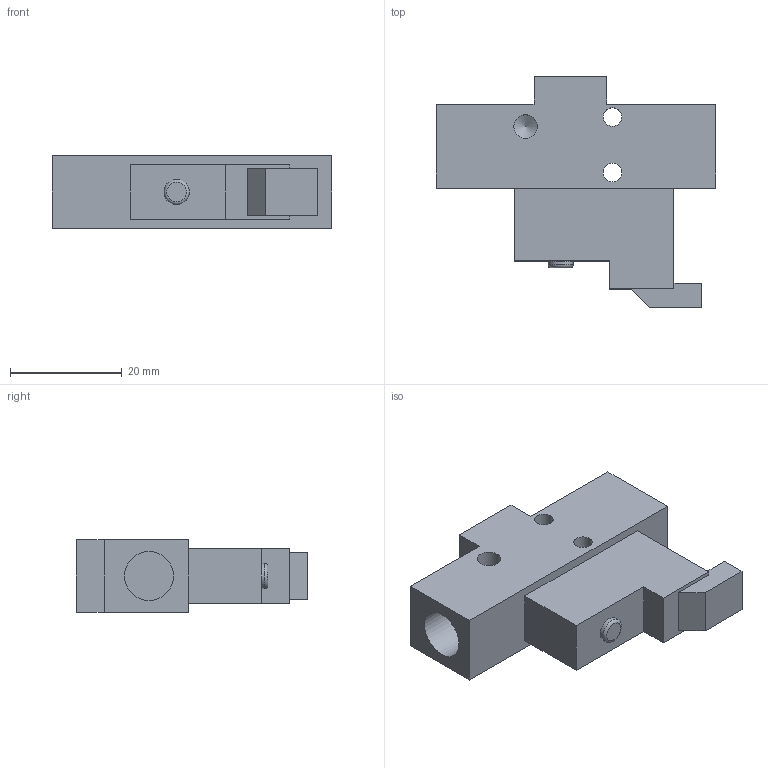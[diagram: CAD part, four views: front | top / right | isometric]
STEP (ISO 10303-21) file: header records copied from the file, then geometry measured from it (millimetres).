
FILE_DESCRIPTION(/* description */ (''),/* implementation_level */ '2;1');
FILE_NAME(/* name */ '112 025 09.stp',/* time_stamp */ '2016-10-27T11:39:53+02:00',/* author */ ('Lars'),/* organization */ ('AVAC Vakuumteknik AB'),/* preprocessor_version */ 'ST-DEVELOPER v16.5',/* originating_system */ 'Autodesk Inventor 2017',/* authorisation */ '');
FILE_SCHEMA (('AUTOMOTIVE_DESIGN { 1 0 10303 214 3 1 1 }'));
Length unit declared in the file: millimetre
Products named in the file (1): 112 025 09
Bounding box: 50 x 41.35 x 13 mm (x, y, z)
Volume: 13115 mm3; surface area: 6051.8 mm2
Topology: 1 solids, 1 shells, 45 faces, 111 edges, 74 vertices
Faces by surface type: plane 36, cylinder 7, cone 1, torus 1
Full cylindrical faces by diameter (mm): 3.3 x2, 4.2 x1, 4.5 x1, 8.73 x3
Entity records: 1286 total; most frequent: CARTESIAN_POINT 216, DIRECTION 206, ORIENTED_EDGE 198, EDGE_CURVE 99, LINE 84, VECTOR 84, VERTEX_POINT 71, EDGE_LOOP 64
